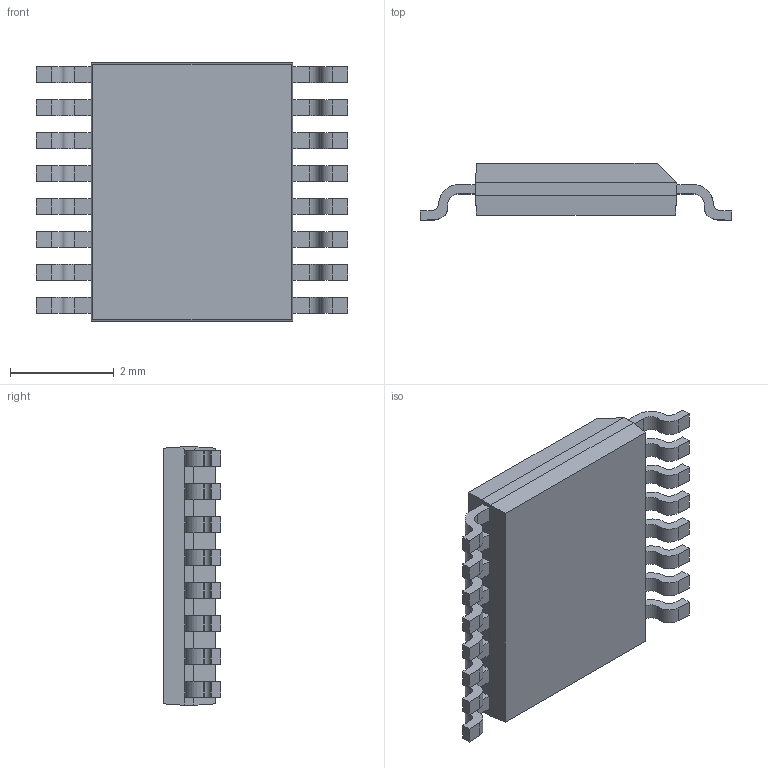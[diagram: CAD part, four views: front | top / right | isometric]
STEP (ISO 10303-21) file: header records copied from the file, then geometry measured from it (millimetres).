
FILE_DESCRIPTION (( 'STEP AP214' ), '1' );
FILE_NAME ('TSSOP65P640-16.STEP', '2017-12-25T03:26:01', ( 'Sky123.Org' ), ( 'Sky123.Org' ), 'SwSTEP 2.0', 'SolidWorks 2013', '' );
FILE_SCHEMA (( 'AUTOMOTIVE_DESIGN' ));
Length unit declared in the file: millimetre
Products named in the file (1): TSSOP65P640-16
Bounding box: 5.99 x 1.1 x 4.98 mm (x, y, z)
Volume: 20 mm3; surface area: 75.3 mm2
Topology: 1 solids, 1 shells, 234 faces, 626 edges, 395 vertices
Faces by surface type: plane 168, cylinder 66
Entity records: 9847 total; most frequent: CARTESIAN_POINT 1381, ORIENTED_EDGE 1252, DIRECTION 1191, EDGE_CURVE 626, LINE 461, VECTOR 461, VERTEX_POINT 395, AXIS2_PLACEMENT_3D 365
